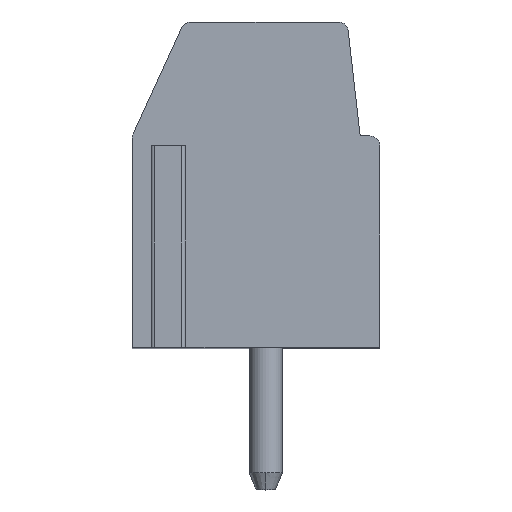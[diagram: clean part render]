
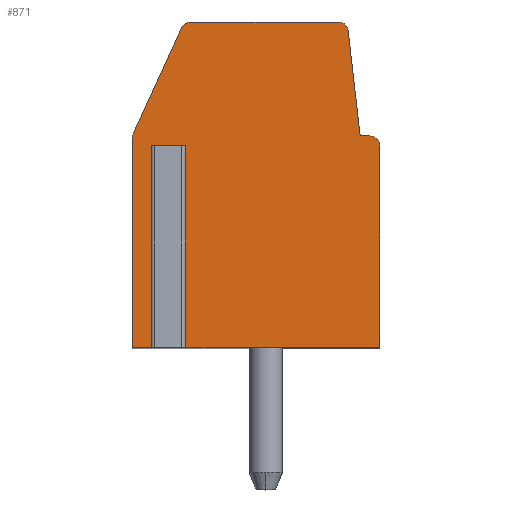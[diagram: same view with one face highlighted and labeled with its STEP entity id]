
A CAD part, top view. The second image highlights one B-rep face of the part: STEP entity #871.
In plain terms, the highlighted planar face has unit normal (0, 0, 1).
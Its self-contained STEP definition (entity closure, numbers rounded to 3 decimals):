
#259 = VECTOR ( 'NONE', #4752, 1000. ) ;
#488 = FACE_OUTER_BOUND ( 'NONE', #4567, .T. ) ;
#497 = CARTESIAN_POINT ( 'NONE',  ( 7.3, 6.5, 10. ) ) ;
#871 = ADVANCED_FACE ( 'NONE', ( #488 ), #2572, .T. ) ;
#877 = ORIENTED_EDGE ( 'NONE', *, *, #10562, .T. ) ;
#1138 = DIRECTION ( 'NONE',  ( 1., 0., 0. ) ) ;
#1445 = CIRCLE ( 'NONE', #5622, 0.3 ) ;
#1622 = DIRECTION ( 'NONE',  ( 0., 0., 1. ) ) ;
#1998 = EDGE_CURVE ( 'NONE', #9773, #10173, #4258, .T. ) ;
#2314 = ORIENTED_EDGE ( 'NONE', *, *, #4593, .T. ) ;
#2424 = VECTOR ( 'NONE', #5626, 1000. ) ;
#2480 = VERTEX_POINT ( 'NONE', #7347 ) ;
#2572 = PLANE ( 'NONE',  #17866 ) ;
#2707 = ORIENTED_EDGE ( 'NONE', *, *, #15238, .T. ) ;
#2723 = LINE ( 'NONE', #15235, #5748 ) ;
#2739 = LINE ( 'NONE', #14908, #18017 ) ;
#2855 = EDGE_CURVE ( 'NONE', #17967, #12331, #14807, .T. ) ;
#3074 = CARTESIAN_POINT ( 'NONE',  ( 0.3, 6.435, 10. ) ) ;
#3312 = CARTESIAN_POINT ( 'NONE',  ( 0.8, 6.2, 10. ) ) ;
#3340 = CARTESIAN_POINT ( 'NONE',  ( 0., 6.2, 10. ) ) ;
#3403 = VERTEX_POINT ( 'NONE', #18752 ) ;
#3505 = ORIENTED_EDGE ( 'NONE', *, *, #7936, .T. ) ;
#3529 = CARTESIAN_POINT ( 'NONE',  ( 0., 0., 10. ) ) ;
#3752 = CARTESIAN_POINT ( 'NONE',  ( 6.332, 10., 10. ) ) ;
#4130 = DIRECTION ( 'NONE',  ( 0., 0., 1. ) ) ;
#4145 = EDGE_CURVE ( 'NONE', #13142, #3403, #2723, .T. ) ;
#4206 = VECTOR ( 'NONE', #12091, 1000. ) ;
#4258 = CIRCLE ( 'NONE', #6862, 0.3 ) ;
#4345 = EDGE_CURVE ( 'NONE', #8352, #9773, #10519, .T. ) ;
#4349 = ORIENTED_EDGE ( 'NONE', *, *, #1998, .T. ) ;
#4567 = EDGE_LOOP ( 'NONE', ( #9891, #17140, #17635, #2707, #19112, #4349, #3505, #2314, #8928, #15818, #15865, #11296, #12264, #877, #6525 ) ) ;
#4593 = EDGE_CURVE ( 'NONE', #15149, #8856, #13413, .T. ) ;
#4752 = DIRECTION ( 'NONE',  ( -1., 0., 0. ) ) ;
#4794 = DIRECTION ( 'NONE',  ( 0., 0., 1. ) ) ;
#4837 = DIRECTION ( 'NONE',  ( 0., 0., 1. ) ) ;
#4912 = DIRECTION ( 'NONE',  ( -1., 0., 0. ) ) ;
#5622 = AXIS2_PLACEMENT_3D ( 'NONE', #3074, #1622, #16278 ) ;
#5626 = DIRECTION ( 'NONE',  ( 0., 1., 0. ) ) ;
#5748 = VECTOR ( 'NONE', #4912, 1000. ) ;
#6032 = CARTESIAN_POINT ( 'NONE',  ( 0., 6.435, 10. ) ) ;
#6061 = VECTOR ( 'NONE', #1138, 1000. ) ;
#6191 = CARTESIAN_POINT ( 'NONE',  ( 1.4, 6.2, 10. ) ) ;
#6466 = CARTESIAN_POINT ( 'NONE',  ( 0.8, 0., 10. ) ) ;
#6525 = ORIENTED_EDGE ( 'NONE', *, *, #14190, .T. ) ;
#6538 = CIRCLE ( 'NONE', #11519, 0.3 ) ;
#6678 = CARTESIAN_POINT ( 'NONE',  ( 0.027, 6.559, 10. ) ) ;
#6840 = CARTESIAN_POINT ( 'NONE',  ( 1.4, 0., 10. ) ) ;
#6862 = AXIS2_PLACEMENT_3D ( 'NONE', #7008, #4130, #11279 ) ;
#6980 = EDGE_CURVE ( 'NONE', #7577, #9118, #2739, .T. ) ;
#7008 = CARTESIAN_POINT ( 'NONE',  ( 7.3, 6.2, 10. ) ) ;
#7048 = CARTESIAN_POINT ( 'NONE',  ( 0., 0., 10. ) ) ;
#7347 = CARTESIAN_POINT ( 'NONE',  ( 0.8, 6.2, 10. ) ) ;
#7577 = VERTEX_POINT ( 'NONE', #16967 ) ;
#7731 = CARTESIAN_POINT ( 'NONE',  ( 1.793, 9.7, 10. ) ) ;
#7802 = LINE ( 'NONE', #7048, #17564 ) ;
#7863 = DIRECTION ( 'NONE',  ( 1., 0., 0. ) ) ;
#7936 = EDGE_CURVE ( 'NONE', #10173, #15149, #12509, .T. ) ;
#7970 = DIRECTION ( 'NONE',  ( -0.416, -0.909, 0. ) ) ;
#8122 = LINE ( 'NONE', #3340, #259 ) ;
#8352 = VERTEX_POINT ( 'NONE', #9464 ) ;
#8367 = CARTESIAN_POINT ( 'NONE',  ( 0., 6.435, 10. ) ) ;
#8388 = VECTOR ( 'NONE', #14926, 1000. ) ;
#8599 = VECTOR ( 'NONE', #13593, 1000. ) ;
#8729 = EDGE_CURVE ( 'NONE', #8856, #13142, #6538, .T. ) ;
#8856 = VERTEX_POINT ( 'NONE', #16115 ) ;
#8928 = ORIENTED_EDGE ( 'NONE', *, *, #8729, .T. ) ;
#9118 = VERTEX_POINT ( 'NONE', #6678 ) ;
#9370 = DIRECTION ( 'NONE',  ( -0.114, 0.994, 0. ) ) ;
#9464 = CARTESIAN_POINT ( 'NONE',  ( 7.6, 0., 10. ) ) ;
#9773 = VERTEX_POINT ( 'NONE', #16921 ) ;
#9839 = CARTESIAN_POINT ( 'NONE',  ( 0., 0., 10. ) ) ;
#9891 = ORIENTED_EDGE ( 'NONE', *, *, #17238, .F. ) ;
#9961 = DIRECTION ( 'NONE',  ( 1., 0., 0. ) ) ;
#10173 = VERTEX_POINT ( 'NONE', #497 ) ;
#10228 = DIRECTION ( 'NONE',  ( 0., 0., 1. ) ) ;
#10519 = LINE ( 'NONE', #19042, #2424 ) ;
#10562 = EDGE_CURVE ( 'NONE', #10808, #10670, #17512, .T. ) ;
#10670 = VERTEX_POINT ( 'NONE', #3529 ) ;
#10808 = VERTEX_POINT ( 'NONE', #8367 ) ;
#11279 = DIRECTION ( 'NONE',  ( 1., 0., 0. ) ) ;
#11296 = ORIENTED_EDGE ( 'NONE', *, *, #6980, .T. ) ;
#11519 = AXIS2_PLACEMENT_3D ( 'NONE', #15290, #4837, #16654 ) ;
#11642 = VECTOR ( 'NONE', #15116, 1000. ) ;
#11776 = LINE ( 'NONE', #9839, #6061 ) ;
#11790 = EDGE_CURVE ( 'NONE', #17967, #2480, #8122, .T. ) ;
#12091 = DIRECTION ( 'NONE',  ( 0., -1., 0. ) ) ;
#12200 = EDGE_CURVE ( 'NONE', #3403, #7577, #15181, .T. ) ;
#12264 = ORIENTED_EDGE ( 'NONE', *, *, #13732, .T. ) ;
#12331 = VERTEX_POINT ( 'NONE', #6840 ) ;
#12430 = CARTESIAN_POINT ( 'NONE',  ( 7., 6.5, 10. ) ) ;
#12509 = LINE ( 'NONE', #16154, #8388 ) ;
#13142 = VERTEX_POINT ( 'NONE', #3752 ) ;
#13413 = LINE ( 'NONE', #16557, #16218 ) ;
#13593 = DIRECTION ( 'NONE',  ( 0., -1., 0. ) ) ;
#13732 = EDGE_CURVE ( 'NONE', #9118, #10808, #1445, .T. ) ;
#14056 = VERTEX_POINT ( 'NONE', #6466 ) ;
#14190 = EDGE_CURVE ( 'NONE', #10670, #14056, #11776, .T. ) ;
#14807 = LINE ( 'NONE', #6191, #4206 ) ;
#14908 = CARTESIAN_POINT ( 'NONE',  ( 1.52, 9.825, 10. ) ) ;
#14926 = DIRECTION ( 'NONE',  ( -1., 0., 0. ) ) ;
#15116 = DIRECTION ( 'NONE',  ( 0., -1., 0. ) ) ;
#15149 = VERTEX_POINT ( 'NONE', #12430 ) ;
#15181 = CIRCLE ( 'NONE', #16112, 0.3 ) ;
#15235 = CARTESIAN_POINT ( 'NONE',  ( 6.332, 10., 10. ) ) ;
#15238 = EDGE_CURVE ( 'NONE', #12331, #8352, #7802, .T. ) ;
#15290 = CARTESIAN_POINT ( 'NONE',  ( 6.332, 9.7, 10. ) ) ;
#15499 = CARTESIAN_POINT ( 'NONE',  ( 1.4, 6.2, 10. ) ) ;
#15818 = ORIENTED_EDGE ( 'NONE', *, *, #4145, .T. ) ;
#15865 = ORIENTED_EDGE ( 'NONE', *, *, #12200, .T. ) ;
#16112 = AXIS2_PLACEMENT_3D ( 'NONE', #7731, #4794, #7863 ) ;
#16115 = CARTESIAN_POINT ( 'NONE',  ( 6.63, 9.734, 10. ) ) ;
#16154 = CARTESIAN_POINT ( 'NONE',  ( 7.3, 6.5, 10. ) ) ;
#16218 = VECTOR ( 'NONE', #9370, 1000. ) ;
#16278 = DIRECTION ( 'NONE',  ( 1., 0., 0. ) ) ;
#16482 = LINE ( 'NONE', #3312, #8599 ) ;
#16557 = CARTESIAN_POINT ( 'NONE',  ( 7., 6.5, 10. ) ) ;
#16654 = DIRECTION ( 'NONE',  ( 1., 0., 0. ) ) ;
#16921 = CARTESIAN_POINT ( 'NONE',  ( 7.6, 6.2, 10. ) ) ;
#16967 = CARTESIAN_POINT ( 'NONE',  ( 1.52, 9.825, 10. ) ) ;
#17140 = ORIENTED_EDGE ( 'NONE', *, *, #11790, .F. ) ;
#17238 = EDGE_CURVE ( 'NONE', #2480, #14056, #16482, .T. ) ;
#17402 = DIRECTION ( 'NONE',  ( 1., 0., 0. ) ) ;
#17512 = LINE ( 'NONE', #6032, #11642 ) ;
#17564 = VECTOR ( 'NONE', #17402, 1000. ) ;
#17579 = CARTESIAN_POINT ( 'NONE',  ( 7.3, 6.2, 10. ) ) ;
#17635 = ORIENTED_EDGE ( 'NONE', *, *, #2855, .T. ) ;
#17866 = AXIS2_PLACEMENT_3D ( 'NONE', #17579, #10228, #9961 ) ;
#17967 = VERTEX_POINT ( 'NONE', #15499 ) ;
#18017 = VECTOR ( 'NONE', #7970, 1000. ) ;
#18752 = CARTESIAN_POINT ( 'NONE',  ( 1.793, 10., 10. ) ) ;
#19042 = CARTESIAN_POINT ( 'NONE',  ( 7.6, 0., 10. ) ) ;
#19112 = ORIENTED_EDGE ( 'NONE', *, *, #4345, .T. ) ;
